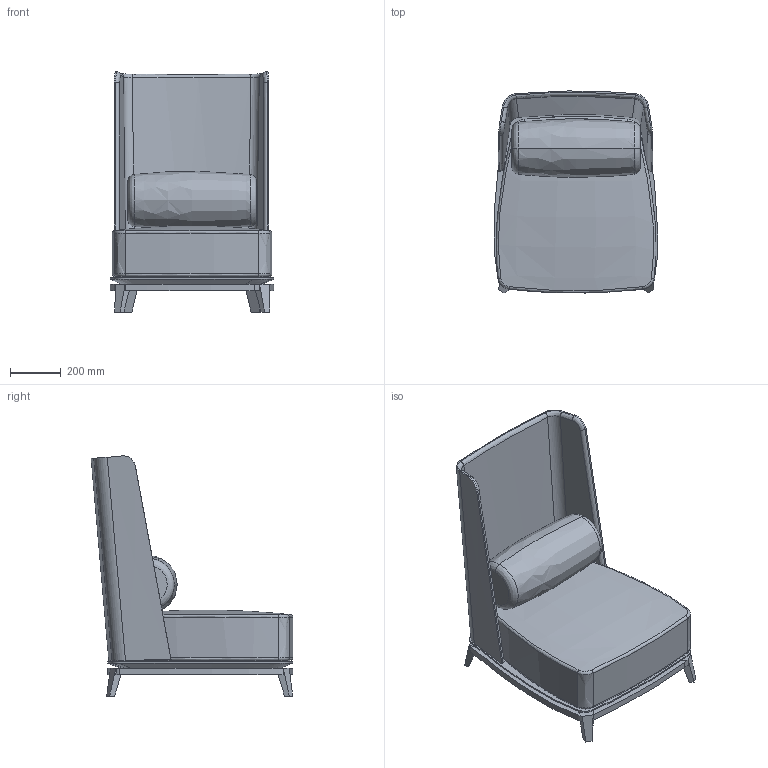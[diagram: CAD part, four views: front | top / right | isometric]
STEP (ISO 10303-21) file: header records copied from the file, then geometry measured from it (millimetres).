
FILE_DESCRIPTION(/* description */ (''),/* implementation_level */ '2;1');
FILE_NAME(/* name */ '430 opera poltrona alta',/* time_stamp */ '2013-09-20T14:18:42+02:00',/* author */ (''),/* organization */ (''),/* preprocessor_version */ 'ST-DEVELOPER v10',/* originating_system */ '',/* authorisation */ '');
FILE_SCHEMA (('CONFIG_CONTROL_DESIGN'));
Length unit declared in the file: millimetre
Products named in the file (1): 1
Bounding box: 644.75 x 794.12 x 945.56 mm (x, y, z)
Volume: 115601926.6 mm3; surface area: 4929298.9 mm2
Topology: 4 solids, 5 shells, 127 faces, 313 edges, 191 vertices
Faces by surface type: bspline 127
Entity records: 7900 total; most frequent: CARTESIAN_POINT 6092, ORIENTED_EDGE 603, EDGE_CURVE 313, VERTEX_POINT 191, B_SPLINE_CURVE_WITH_KNOTS 154, ADVANCED_FACE 127, FACE_OUTER_BOUND 127, EDGE_LOOP 127
